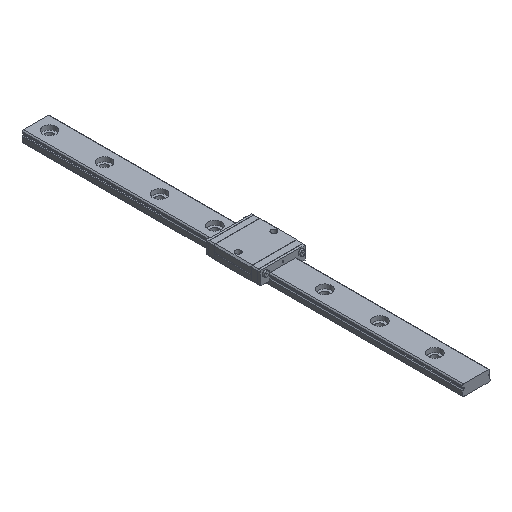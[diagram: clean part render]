
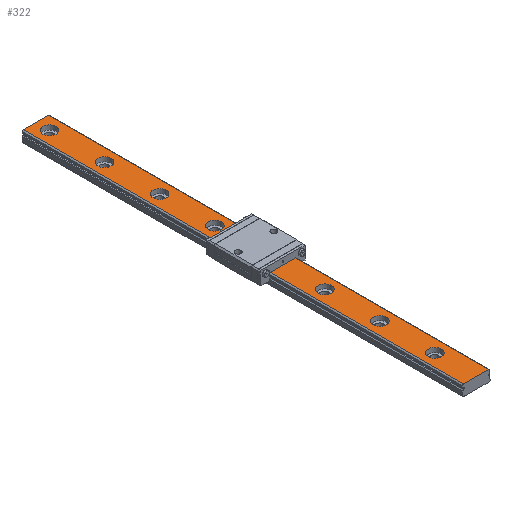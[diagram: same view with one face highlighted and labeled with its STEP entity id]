
A CAD part, isometric view. The second image highlights one B-rep face of the part: STEP entity #322.
In plain terms, the highlighted planar face has unit normal (0, 0, 1).
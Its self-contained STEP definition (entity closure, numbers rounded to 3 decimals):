
#322 = ADVANCED_FACE( '', ( #776, #777, #778, #779, #780, #781, #782, #783, #784 ), #785, .T. );
#776 = FACE_BOUND( '', #1416, .T. );
#777 = FACE_BOUND( '', #1417, .T. );
#778 = FACE_BOUND( '', #1418, .T. );
#779 = FACE_BOUND( '', #1419, .T. );
#780 = FACE_BOUND( '', #1420, .T. );
#781 = FACE_BOUND( '', #1421, .T. );
#782 = FACE_BOUND( '', #1422, .T. );
#783 = FACE_BOUND( '', #1423, .T. );
#784 = FACE_OUTER_BOUND( '', #1424, .T. );
#785 = PLANE( '', #1425 );
#1416 = EDGE_LOOP( '', ( #2223 ) );
#1417 = EDGE_LOOP( '', ( #2224 ) );
#1418 = EDGE_LOOP( '', ( #2225 ) );
#1419 = EDGE_LOOP( '', ( #2226 ) );
#1420 = EDGE_LOOP( '', ( #2227 ) );
#1421 = EDGE_LOOP( '', ( #2228 ) );
#1422 = EDGE_LOOP( '', ( #2229 ) );
#1423 = EDGE_LOOP( '', ( #2230 ) );
#1424 = EDGE_LOOP( '', ( #2231, #2232, #2233, #2234 ) );
#1425 = AXIS2_PLACEMENT_3D( '', #2235, #2236, #2237 );
#2223 = ORIENTED_EDGE( '', *, *, #3798, .T. );
#2224 = ORIENTED_EDGE( '', *, *, #3799, .T. );
#2225 = ORIENTED_EDGE( '', *, *, #3622, .T. );
#2226 = ORIENTED_EDGE( '', *, *, #3800, .T. );
#2227 = ORIENTED_EDGE( '', *, *, #3801, .T. );
#2228 = ORIENTED_EDGE( '', *, *, #3802, .T. );
#2229 = ORIENTED_EDGE( '', *, *, #3803, .T. );
#2230 = ORIENTED_EDGE( '', *, *, #3804, .T. );
#2231 = ORIENTED_EDGE( '', *, *, #3805, .F. );
#2232 = ORIENTED_EDGE( '', *, *, #3806, .F. );
#2233 = ORIENTED_EDGE( '', *, *, #3807, .T. );
#2234 = ORIENTED_EDGE( '', *, *, #3808, .T. );
#2235 = CARTESIAN_POINT( '', ( -4.574, -80., 4. ) );
#2236 = DIRECTION( '', ( 0., 0., 1. ) );
#2237 = DIRECTION( '', ( 1., 0., 0. ) );
#3622 = EDGE_CURVE( '', #4279, #4279, #4280, .T. );
#3798 = EDGE_CURVE( '', #4586, #4586, #4587, .T. );
#3799 = EDGE_CURVE( '', #4588, #4588, #4589, .T. );
#3800 = EDGE_CURVE( '', #4590, #4590, #4591, .T. );
#3801 = EDGE_CURVE( '', #4592, #4592, #4593, .T. );
#3802 = EDGE_CURVE( '', #4594, #4594, #4595, .T. );
#3803 = EDGE_CURVE( '', #4596, #4596, #4597, .T. );
#3804 = EDGE_CURVE( '', #4598, #4598, #4599, .T. );
#3805 = EDGE_CURVE( '', #4600, #4601, #4602, .T. );
#3806 = EDGE_CURVE( '', #4603, #4600, #4604, .T. );
#3807 = EDGE_CURVE( '', #4603, #4605, #4606, .T. );
#3808 = EDGE_CURVE( '', #4605, #4601, #4607, .T. );
#4279 = VERTEX_POINT( '', #5259 );
#4280 = CIRCLE( '', #5260, 2.4 );
#4586 = VERTEX_POINT( '', #5687 );
#4587 = CIRCLE( '', #5688, 2.4 );
#4588 = VERTEX_POINT( '', #5689 );
#4589 = CIRCLE( '', #5690, 2.4 );
#4590 = VERTEX_POINT( '', #5691 );
#4591 = CIRCLE( '', #5692, 2.4 );
#4592 = VERTEX_POINT( '', #5693 );
#4593 = CIRCLE( '', #5694, 2.4 );
#4594 = VERTEX_POINT( '', #5695 );
#4595 = CIRCLE( '', #5696, 2.4 );
#4596 = VERTEX_POINT( '', #5697 );
#4597 = CIRCLE( '', #5698, 2.4 );
#4598 = VERTEX_POINT( '', #5699 );
#4599 = CIRCLE( '', #5700, 2.4 );
#4600 = VERTEX_POINT( '', #5701 );
#4601 = VERTEX_POINT( '', #5702 );
#4602 = LINE( '', #5703, #5704 );
#4603 = VERTEX_POINT( '', #5705 );
#4604 = LINE( '', #5706, #5707 );
#4605 = VERTEX_POINT( '', #5708 );
#4606 = LINE( '', #5709, #5710 );
#4607 = LINE( '', #5711, #5712 );
#5259 = CARTESIAN_POINT( '', ( 2.4, -25., 4. ) );
#5260 = AXIS2_PLACEMENT_3D( '', #6619, #6620, #6621 );
#5687 = CARTESIAN_POINT( '', ( 2.4, -65., 4. ) );
#5688 = AXIS2_PLACEMENT_3D( '', #6800, #6801, #6802 );
#5689 = CARTESIAN_POINT( '', ( 2.4, -45., 4. ) );
#5690 = AXIS2_PLACEMENT_3D( '', #6803, #6804, #6805 );
#5691 = CARTESIAN_POINT( '', ( 2.4, -5., 4. ) );
#5692 = AXIS2_PLACEMENT_3D( '', #6806, #6807, #6808 );
#5693 = CARTESIAN_POINT( '', ( 2.4, 15., 4. ) );
#5694 = AXIS2_PLACEMENT_3D( '', #6809, #6810, #6811 );
#5695 = CARTESIAN_POINT( '', ( 2.4, 35., 4. ) );
#5696 = AXIS2_PLACEMENT_3D( '', #6812, #6813, #6814 );
#5697 = CARTESIAN_POINT( '', ( 2.4, 55., 4. ) );
#5698 = AXIS2_PLACEMENT_3D( '', #6815, #6816, #6817 );
#5699 = CARTESIAN_POINT( '', ( 2.4, 75., 4. ) );
#5700 = AXIS2_PLACEMENT_3D( '', #6818, #6819, #6820 );
#5701 = CARTESIAN_POINT( '', ( -4.574, 80., 4. ) );
#5702 = CARTESIAN_POINT( '', ( 4.574, 80., 4. ) );
#5703 = CARTESIAN_POINT( '', ( -4.574, 80., 4. ) );
#5704 = VECTOR( '', #6821, 1000. );
#5705 = CARTESIAN_POINT( '', ( -4.574, -80., 4. ) );
#5706 = CARTESIAN_POINT( '', ( -4.574, -80., 4. ) );
#5707 = VECTOR( '', #6822, 1000. );
#5708 = CARTESIAN_POINT( '', ( 4.574, -80., 4. ) );
#5709 = CARTESIAN_POINT( '', ( -4.574, -80., 4. ) );
#5710 = VECTOR( '', #6823, 1000. );
#5711 = CARTESIAN_POINT( '', ( 4.574, -80., 4. ) );
#5712 = VECTOR( '', #6824, 1000. );
#6619 = CARTESIAN_POINT( '', ( 0., -25., 4. ) );
#6620 = DIRECTION( '', ( 0., 0., -1. ) );
#6621 = DIRECTION( '', ( 1., 0., 0. ) );
#6800 = CARTESIAN_POINT( '', ( 0., -65., 4. ) );
#6801 = DIRECTION( '', ( 0., 0., -1. ) );
#6802 = DIRECTION( '', ( 1., 0., 0. ) );
#6803 = CARTESIAN_POINT( '', ( 0., -45., 4. ) );
#6804 = DIRECTION( '', ( 0., 0., -1. ) );
#6805 = DIRECTION( '', ( 1., 0., 0. ) );
#6806 = CARTESIAN_POINT( '', ( 0., -5., 4. ) );
#6807 = DIRECTION( '', ( 0., 0., -1. ) );
#6808 = DIRECTION( '', ( 1., 0., 0. ) );
#6809 = CARTESIAN_POINT( '', ( 0., 15., 4. ) );
#6810 = DIRECTION( '', ( 0., 0., -1. ) );
#6811 = DIRECTION( '', ( 1., 0., 0. ) );
#6812 = CARTESIAN_POINT( '', ( 0., 35., 4. ) );
#6813 = DIRECTION( '', ( 0., 0., -1. ) );
#6814 = DIRECTION( '', ( 1., 0., 0. ) );
#6815 = CARTESIAN_POINT( '', ( 0., 55., 4. ) );
#6816 = DIRECTION( '', ( 0., 0., -1. ) );
#6817 = DIRECTION( '', ( 1., 0., 0. ) );
#6818 = CARTESIAN_POINT( '', ( 0., 75., 4. ) );
#6819 = DIRECTION( '', ( 0., 0., -1. ) );
#6820 = DIRECTION( '', ( 1., 0., 0. ) );
#6821 = DIRECTION( '', ( 1., 0., 0. ) );
#6822 = DIRECTION( '', ( 0., 1., 0. ) );
#6823 = DIRECTION( '', ( 1., 0., 0. ) );
#6824 = DIRECTION( '', ( 0., 1., 0. ) );
